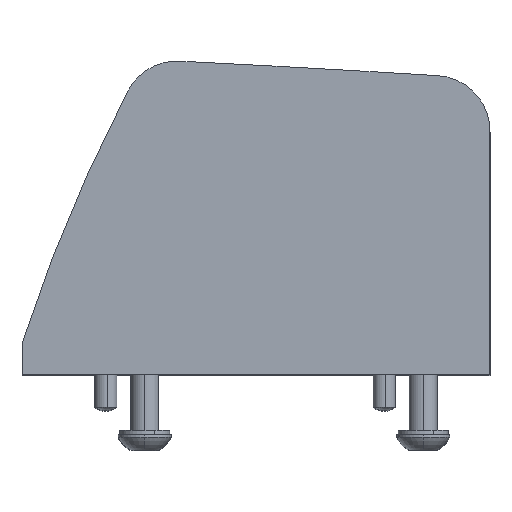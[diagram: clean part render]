
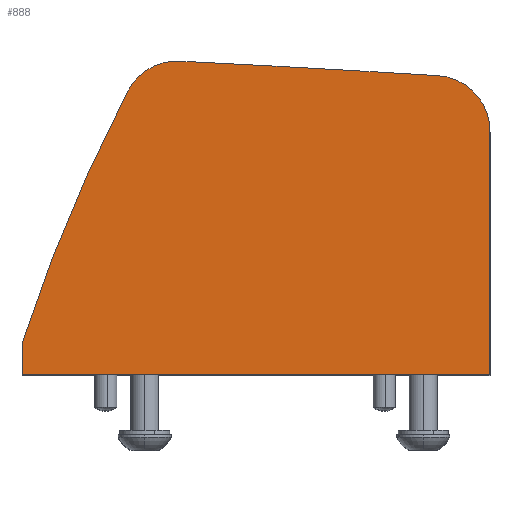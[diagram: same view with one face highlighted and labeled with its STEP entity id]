
A CAD part, top view. The second image highlights one B-rep face of the part: STEP entity #888.
In plain terms, the highlighted planar face has unit normal (0, 0, 1).
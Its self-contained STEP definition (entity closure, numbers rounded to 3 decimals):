
#15 = CIRCLE ( 'NONE', #196, 4000. ) ;
#17 = ORIENTED_EDGE ( 'NONE', *, *, #2518, .F. ) ;
#22 = DIRECTION ( 'NONE',  ( 0., 1., 0. ) ) ;
#32 = EDGE_LOOP ( 'NONE', ( #2335, #1109, #1986, #1499, #17, #44, #1826 ) ) ;
#44 = ORIENTED_EDGE ( 'NONE', *, *, #2671, .T. ) ;
#101 = CARTESIAN_POINT ( 'NONE',  ( 43., -28.6, 10. ) ) ;
#116 = DIRECTION ( 'NONE',  ( 0., -1., 0. ) ) ;
#143 = VERTEX_POINT ( 'NONE', #2275 ) ;
#196 = AXIS2_PLACEMENT_3D ( 'NONE', #440, #2400, #2597 ) ;
#219 = LINE ( 'NONE', #1076, #2151 ) ;
#251 = CARTESIAN_POINT ( 'NONE',  ( 33., 15.111, 10. ) ) ;
#288 = AXIS2_PLACEMENT_3D ( 'NONE', #603, #2097, #2488 ) ;
#316 = CARTESIAN_POINT ( 'NONE',  ( -41., -23., 10. ) ) ;
#426 = CIRCLE ( 'NONE', #2062, 10. ) ;
#440 = CARTESIAN_POINT ( 'NONE',  ( -213.441, -3967.271, 10. ) ) ;
#590 = CARTESIAN_POINT ( 'NONE',  ( 43., -28.6, 10. ) ) ;
#603 = CARTESIAN_POINT ( 'NONE',  ( 244.281, -115.817, 10. ) ) ;
#686 = CARTESIAN_POINT ( 'NONE',  ( -22.033, 22.303, 10. ) ) ;
#836 = AXIS2_PLACEMENT_3D ( 'NONE', #1995, #1553, #1970 ) ;
#888 = ADVANCED_FACE ( 'NONE', ( #1389 ), #1860, .F. ) ;
#935 = DIRECTION ( 'NONE',  ( 0., 0., 1. ) ) ;
#1001 = CARTESIAN_POINT ( 'NONE',  ( -45., 28., 10. ) ) ;
#1076 = CARTESIAN_POINT ( 'NONE',  ( 43., -28., 10. ) ) ;
#1109 = ORIENTED_EDGE ( 'NONE', *, *, #1604, .T. ) ;
#1137 = VECTOR ( 'NONE', #1871, 1000. ) ;
#1340 = DIRECTION ( 'NONE',  ( -1., 0., 0. ) ) ;
#1389 = FACE_OUTER_BOUND ( 'NONE', #32, .T. ) ;
#1392 = LINE ( 'NONE', #2639, #2202 ) ;
#1439 = VERTEX_POINT ( 'NONE', #686 ) ;
#1467 = EDGE_CURVE ( 'NONE', #1867, #143, #15, .T. ) ;
#1499 = ORIENTED_EDGE ( 'NONE', *, *, #1560, .T. ) ;
#1517 = CARTESIAN_POINT ( 'NONE',  ( 43., 15.111, 10. ) ) ;
#1538 = VERTEX_POINT ( 'NONE', #2540 ) ;
#1553 = DIRECTION ( 'NONE',  ( 0., 0., 1. ) ) ;
#1560 = EDGE_CURVE ( 'NONE', #1588, #1538, #1392, .T. ) ;
#1588 = VERTEX_POINT ( 'NONE', #316 ) ;
#1601 = VERTEX_POINT ( 'NONE', #101 ) ;
#1604 = EDGE_CURVE ( 'NONE', #143, #1439, #2516, .T. ) ;
#1676 = LINE ( 'NONE', #590, #1137 ) ;
#1746 = VERTEX_POINT ( 'NONE', #1517 ) ;
#1783 = EDGE_CURVE ( 'NONE', #1746, #1867, #426, .T. ) ;
#1826 = ORIENTED_EDGE ( 'NONE', *, *, #1783, .T. ) ;
#1860 = PLANE ( 'NONE',  #2135 ) ;
#1867 = VERTEX_POINT ( 'NONE', #2647 ) ;
#1871 = DIRECTION ( 'NONE',  ( -1., 0., 0. ) ) ;
#1970 = DIRECTION ( 'NONE',  ( -1., 0., 0. ) ) ;
#1986 = ORIENTED_EDGE ( 'NONE', *, *, #2566, .T. ) ;
#1995 = CARTESIAN_POINT ( 'NONE',  ( -13.156, 17.699, 10. ) ) ;
#2062 = AXIS2_PLACEMENT_3D ( 'NONE', #251, #935, #1340 ) ;
#2097 = DIRECTION ( 'NONE',  ( 0., 0., 1. ) ) ;
#2135 = AXIS2_PLACEMENT_3D ( 'NONE', #1001, #2663, #2649 ) ;
#2151 = VECTOR ( 'NONE', #22, 1000. ) ;
#2202 = VECTOR ( 'NONE', #116, 1000. ) ;
#2275 = CARTESIAN_POINT ( 'NONE',  ( -12.654, 27.686, 10. ) ) ;
#2335 = ORIENTED_EDGE ( 'NONE', *, *, #1467, .T. ) ;
#2400 = DIRECTION ( 'NONE',  ( 0., 0., 1. ) ) ;
#2488 = DIRECTION ( 'NONE',  ( -1., 0., 0. ) ) ;
#2516 = CIRCLE ( 'NONE', #836, 10. ) ;
#2518 = EDGE_CURVE ( 'NONE', #1601, #1538, #1676, .T. ) ;
#2540 = CARTESIAN_POINT ( 'NONE',  ( -41., -28.6, 10. ) ) ;
#2566 = EDGE_CURVE ( 'NONE', #1439, #1588, #2693, .T. ) ;
#2597 = DIRECTION ( 'NONE',  ( -1., 0., 0. ) ) ;
#2639 = CARTESIAN_POINT ( 'NONE',  ( -41., 28., 10. ) ) ;
#2647 = CARTESIAN_POINT ( 'NONE',  ( 33.618, 25.092, 10. ) ) ;
#2649 = DIRECTION ( 'NONE',  ( -1., 0., 0. ) ) ;
#2663 = DIRECTION ( 'NONE',  ( 0., 0., -1. ) ) ;
#2671 = EDGE_CURVE ( 'NONE', #1601, #1746, #219, .T. ) ;
#2693 = CIRCLE ( 'NONE', #288, 300. ) ;
